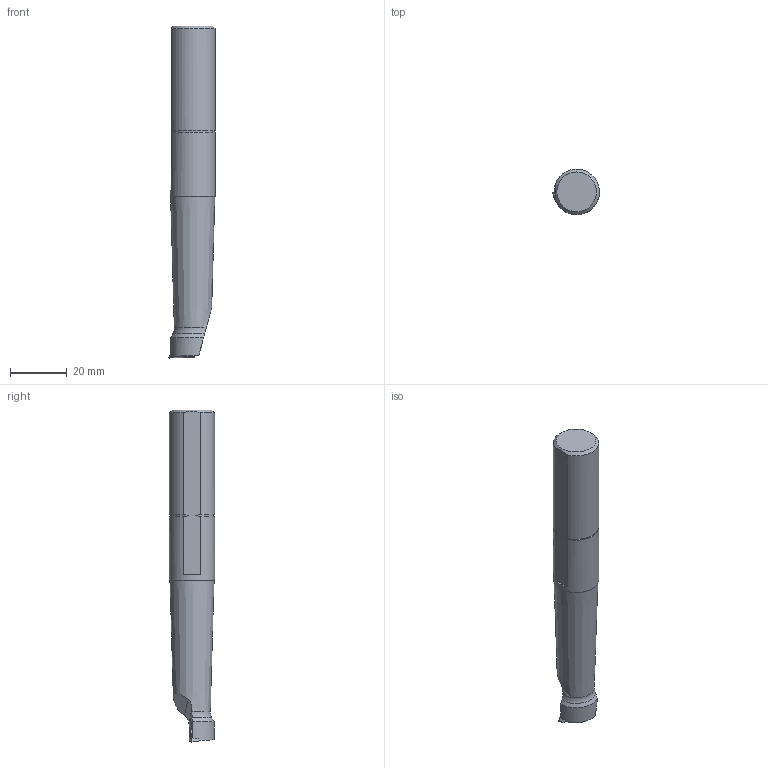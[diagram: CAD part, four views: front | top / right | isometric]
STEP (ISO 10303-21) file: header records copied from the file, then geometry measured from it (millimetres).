
FILE_DESCRIPTION(/* description */ (''),/* implementation_level */ '2;1');
FILE_NAME(/* name */ '1558087568334.stp',/* time_stamp */ '2019-05-17T12:06:13+02:00',/* author */ (''),/* organization */ ('SMS'),/* preprocessor_version */ 'ST-DEVELOPER v15',/* originating_system */ 'SIEMENS PLM Software NX 8.5',/* authorisation */ '');
FILE_SCHEMA (('AUTOMOTIVE_DESIGN { 1 0 10303 214 3 1 1 1 }'));
Length unit declared in the file: millimetre
Products named in the file (4): IsoTurningInsert; ASSEMBLY_CONSTRUCTION; 202262324mod000_00; 111155962mod000_01
Assembly tree (3 placements, depth 2):
  111155962mod000_01
    202262324mod000_00
    ASSEMBLY_CONSTRUCTION
    IsoTurningInsert
Bounding box: 16.5 x 16 x 117.05 mm (x, y, z)
Volume: 19954.5 mm3; surface area: 5910 mm2
Topology: 2 solids, 2 shells, 40 faces, 103 edges, 72 vertices
Faces by surface type: plane 19, cone 8, torus 7, cylinder 6
Full cylindrical faces by diameter (mm): 2.5 x2, 16 x1
Entity records: 1385 total; most frequent: CARTESIAN_POINT 335, DIRECTION 205, ORIENTED_EDGE 160, AXIS2_PLACEMENT_3D 84, EDGE_CURVE 80, VERTEX_POINT 58, EDGE_LOOP 56, ADVANCED_FACE 40
